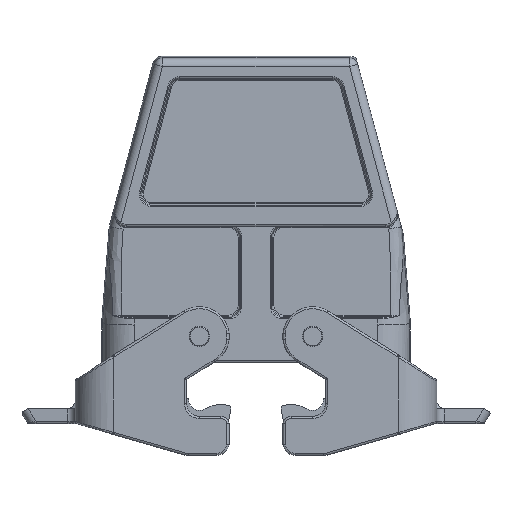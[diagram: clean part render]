
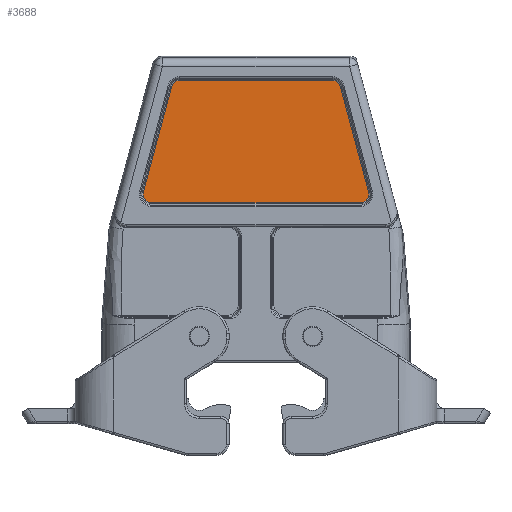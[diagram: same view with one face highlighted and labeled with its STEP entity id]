
A CAD part, front view. The second image highlights one B-rep face of the part: STEP entity #3688.
In plain terms, the highlighted planar face has unit normal (0, -1, 0).
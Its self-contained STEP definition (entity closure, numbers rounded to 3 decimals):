
#2927=CIRCLE('',#14842,1.835);
#2928=CIRCLE('',#14843,1.835);
#2929=CIRCLE('',#14844,1.835);
#2930=CIRCLE('',#14845,1.835);
#3394=PLANE('',#14846);
#3688=ADVANCED_FACE('',(#4454),#3394,.F.);
#4454=FACE_OUTER_BOUND('',#5142,.T.);
#5142=EDGE_LOOP('',(#7882,#7883,#7884,#7885,#7886,#7887,#7888,#7889));
#6005=LINE('',#21755,#6867);
#6006=LINE('',#21760,#6868);
#6007=LINE('',#21764,#6869);
#6008=LINE('',#21768,#6870);
#6867=VECTOR('',#16222,1.);
#6868=VECTOR('',#16225,1.);
#6869=VECTOR('',#16228,1.);
#6870=VECTOR('',#16231,1.);
#7882=ORIENTED_EDGE('',*,*,#12394,.T.);
#7883=ORIENTED_EDGE('',*,*,#12395,.T.);
#7884=ORIENTED_EDGE('',*,*,#12396,.T.);
#7885=ORIENTED_EDGE('',*,*,#12397,.T.);
#7886=ORIENTED_EDGE('',*,*,#12398,.T.);
#7887=ORIENTED_EDGE('',*,*,#12399,.T.);
#7888=ORIENTED_EDGE('',*,*,#12400,.T.);
#7889=ORIENTED_EDGE('',*,*,#12401,.T.);
#11295=VERTEX_POINT('',#21756);
#11296=VERTEX_POINT('',#21757);
#11297=VERTEX_POINT('',#21759);
#11298=VERTEX_POINT('',#21761);
#11299=VERTEX_POINT('',#21763);
#11300=VERTEX_POINT('',#21765);
#11301=VERTEX_POINT('',#21767);
#11302=VERTEX_POINT('',#21769);
#12394=EDGE_CURVE('',#11295,#11296,#6005,.T.);
#12395=EDGE_CURVE('',#11296,#11297,#2927,.T.);
#12396=EDGE_CURVE('',#11297,#11298,#6006,.T.);
#12397=EDGE_CURVE('',#11298,#11299,#2928,.T.);
#12398=EDGE_CURVE('',#11299,#11300,#6007,.T.);
#12399=EDGE_CURVE('',#11300,#11301,#2929,.T.);
#12400=EDGE_CURVE('',#11301,#11302,#6008,.T.);
#12401=EDGE_CURVE('',#11302,#11295,#2930,.T.);
#14842=AXIS2_PLACEMENT_3D('',#21758,#16223,#16224);
#14843=AXIS2_PLACEMENT_3D('',#21762,#16226,#16227);
#14844=AXIS2_PLACEMENT_3D('',#21766,#16229,#16230);
#14845=AXIS2_PLACEMENT_3D('',#21770,#16232,#16233);
#14846=AXIS2_PLACEMENT_3D('',#21771,#16234,#16235);
#16222=DIRECTION('',(-0.259,0.,0.966));
#16223=DIRECTION('',(0.,-1.,0.));
#16224=DIRECTION('',(0.,0.,1.));
#16225=DIRECTION('',(-1.,0.,0.));
#16226=DIRECTION('',(0.,-1.,0.));
#16227=DIRECTION('',(0.,0.,1.));
#16228=DIRECTION('',(-0.259,0.,-0.966));
#16229=DIRECTION('',(0.,-1.,0.));
#16230=DIRECTION('',(0.,0.,1.));
#16231=DIRECTION('',(1.,0.,0.));
#16232=DIRECTION('',(0.,-1.,0.));
#16233=DIRECTION('',(0.,0.,1.));
#16234=DIRECTION('',(0.,1.,0.));
#16235=DIRECTION('',(0.,0.,-1.));
#21755=CARTESIAN_POINT('',(19.8,-21.25,55.825));
#21756=CARTESIAN_POINT('',(26.498,-21.25,30.825));
#21757=CARTESIAN_POINT('',(19.8,-21.25,55.825));
#21758=CARTESIAN_POINT('',(18.027,-21.25,55.35));
#21759=CARTESIAN_POINT('',(18.027,-21.25,57.185));
#21760=CARTESIAN_POINT('',(-18.027,-21.25,57.185));
#21761=CARTESIAN_POINT('',(-18.027,-21.25,57.185));
#21762=CARTESIAN_POINT('',(-18.027,-21.25,55.35));
#21763=CARTESIAN_POINT('',(-19.8,-21.25,55.825));
#21764=CARTESIAN_POINT('',(-26.498,-21.25,30.825));
#21765=CARTESIAN_POINT('',(-26.498,-21.25,30.825));
#21766=CARTESIAN_POINT('',(-24.726,-21.25,30.35));
#21767=CARTESIAN_POINT('',(-24.726,-21.25,28.515));
#21768=CARTESIAN_POINT('',(24.726,-21.25,28.515));
#21769=CARTESIAN_POINT('',(24.726,-21.25,28.515));
#21770=CARTESIAN_POINT('',(24.726,-21.25,30.35));
#21771=CARTESIAN_POINT('',(18.027,-21.25,55.35));
